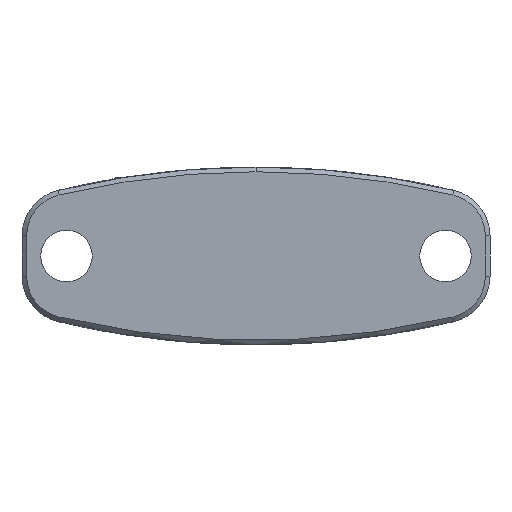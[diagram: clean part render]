
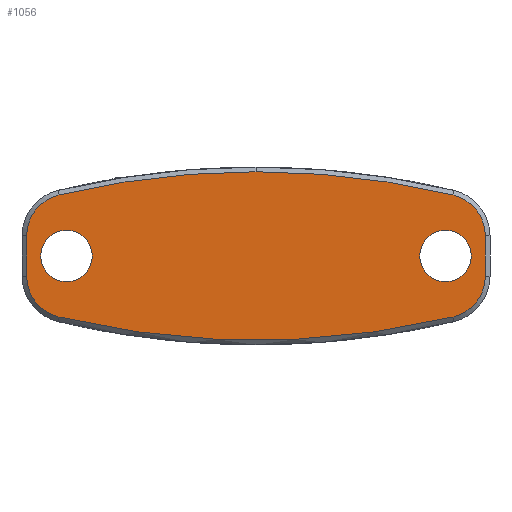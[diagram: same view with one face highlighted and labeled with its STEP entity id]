
A CAD part, front view. The second image highlights one B-rep face of the part: STEP entity #1056.
In plain terms, the highlighted planar face has unit normal (0, -1, 0).
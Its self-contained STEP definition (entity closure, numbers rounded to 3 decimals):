
#40 = CIRCLE ( 'NONE', #940, 2.75 ) ;
#54 = CARTESIAN_POINT ( 'NONE',  ( 0., 0., 81.536 ) ) ;
#93 = EDGE_LOOP ( 'NONE', ( #4046, #1855 ) ) ;
#116 = VERTEX_POINT ( 'NONE', #766 ) ;
#147 = FACE_BOUND ( 'NONE', #3950, .T. ) ;
#208 = CIRCLE ( 'NONE', #3903, 4.5 ) ;
#252 = DIRECTION ( 'NONE',  ( 0., 0., 1. ) ) ;
#278 = AXIS2_PLACEMENT_3D ( 'NONE', #2943, #801, #3288 ) ;
#285 = CIRCLE ( 'NONE', #278, 2.75 ) ;
#336 = AXIS2_PLACEMENT_3D ( 'NONE', #1241, #3703, #1594 ) ;
#403 = DIRECTION ( 'NONE',  ( 0., 0., 1. ) ) ;
#408 = ORIENTED_EDGE ( 'NONE', *, *, #1232, .T. ) ;
#561 = CARTESIAN_POINT ( 'NONE',  ( 21.046, 0., -6.52 ) ) ;
#585 = DIRECTION ( 'NONE',  ( 0., 1., 0. ) ) ;
#588 = CIRCLE ( 'NONE', #2713, 2.75 ) ;
#610 = VERTEX_POINT ( 'NONE', #1028 ) ;
#738 = DIRECTION ( 'NONE',  ( 0., 0., 1. ) ) ;
#766 = CARTESIAN_POINT ( 'NONE',  ( 0., 0., 9. ) ) ;
#778 = CARTESIAN_POINT ( 'NONE',  ( -24.5, 0., 81.536 ) ) ;
#782 = EDGE_CURVE ( 'NONE', #4228, #2239, #1146, .T. ) ;
#792 = EDGE_CURVE ( 'NONE', #3237, #1688, #2104, .T. ) ;
#801 = DIRECTION ( 'NONE',  ( 0., 1., 0. ) ) ;
#836 = EDGE_CURVE ( 'NONE', #2471, #1283, #208, .T. ) ;
#870 = ORIENTED_EDGE ( 'NONE', *, *, #1203, .T. ) ;
#884 = VERTEX_POINT ( 'NONE', #3026 ) ;
#906 = ORIENTED_EDGE ( 'NONE', *, *, #1175, .T. ) ;
#940 = AXIS2_PLACEMENT_3D ( 'NONE', #2717, #585, #3069 ) ;
#1028 = CARTESIAN_POINT ( 'NONE',  ( 20.25, 0., -2.75 ) ) ;
#1040 = DIRECTION ( 'NONE',  ( 0., -1., 0. ) ) ;
#1056 = ADVANCED_FACE ( 'NONE', ( #1918, #147, #1089 ), #1060, .F. ) ;
#1060 = PLANE ( 'NONE',  #3579 ) ;
#1082 = DIRECTION ( 'NONE',  ( 0., -1., 0. ) ) ;
#1089 = FACE_BOUND ( 'NONE', #93, .T. ) ;
#1098 = CARTESIAN_POINT ( 'NONE',  ( 20., 0., 2.143 ) ) ;
#1116 = EDGE_CURVE ( 'NONE', #1582, #4228, #3575, .T. ) ;
#1146 = CIRCLE ( 'NONE', #2970, 4.5 ) ;
#1175 = EDGE_CURVE ( 'NONE', #2239, #2471, #4165, .T. ) ;
#1185 = AXIS2_PLACEMENT_3D ( 'NONE', #3174, #1040, #3507 ) ;
#1203 = EDGE_CURVE ( 'NONE', #1688, #1582, #3462, .T. ) ;
#1232 = EDGE_CURVE ( 'NONE', #1283, #116, #3148, .T. ) ;
#1241 = CARTESIAN_POINT ( 'NONE',  ( 20.25, 0., 0. ) ) ;
#1259 = CIRCLE ( 'NONE', #1185, 4.5 ) ;
#1283 = VERTEX_POINT ( 'NONE', #3323 ) ;
#1297 = CIRCLE ( 'NONE', #1424, 90.536 ) ;
#1332 = EDGE_CURVE ( 'NONE', #1680, #610, #2924, .T. ) ;
#1379 = CARTESIAN_POINT ( 'NONE',  ( -21.046, 0., -6.52 ) ) ;
#1419 = DIRECTION ( 'NONE',  ( 0., 0., 1. ) ) ;
#1424 = AXIS2_PLACEMENT_3D ( 'NONE', #4441, #2374, #252 ) ;
#1426 = EDGE_CURVE ( 'NONE', #3842, #3370, #588, .T. ) ;
#1506 = CARTESIAN_POINT ( 'NONE',  ( -20., 0., -2.143 ) ) ;
#1519 = CARTESIAN_POINT ( 'NONE',  ( 0., 0., -81.536 ) ) ;
#1582 = VERTEX_POINT ( 'NONE', #1379 ) ;
#1593 = AXIS2_PLACEMENT_3D ( 'NONE', #1506, #3972, #1868 ) ;
#1594 = DIRECTION ( 'NONE',  ( 0., 0., 1. ) ) ;
#1597 = EDGE_CURVE ( 'NONE', #610, #1680, #40, .T. ) ;
#1607 = EDGE_CURVE ( 'NONE', #116, #884, #1297, .T. ) ;
#1655 = DIRECTION ( 'NONE',  ( 0., 1., 0. ) ) ;
#1680 = VERTEX_POINT ( 'NONE', #4480 ) ;
#1688 = VERTEX_POINT ( 'NONE', #2417 ) ;
#1831 = CARTESIAN_POINT ( 'NONE',  ( 24.5, 0., -2.143 ) ) ;
#1855 = ORIENTED_EDGE ( 'NONE', *, *, #1597, .T. ) ;
#1868 = DIRECTION ( 'NONE',  ( 0., 0., 1. ) ) ;
#1882 = DIRECTION ( 'NONE',  ( 0., 0., 1. ) ) ;
#1918 = FACE_OUTER_BOUND ( 'NONE', #3473, .T. ) ;
#1931 = ORIENTED_EDGE ( 'NONE', *, *, #1426, .T. ) ;
#1982 = EDGE_CURVE ( 'NONE', #3370, #3842, #285, .T. ) ;
#2085 = AXIS2_PLACEMENT_3D ( 'NONE', #1519, #3983, #1882 ) ;
#2104 = LINE ( 'NONE', #778, #3844 ) ;
#2119 = CARTESIAN_POINT ( 'NONE',  ( -24.5, 0., 2.143 ) ) ;
#2173 = ORIENTED_EDGE ( 'NONE', *, *, #1116, .T. ) ;
#2182 = ORIENTED_EDGE ( 'NONE', *, *, #782, .T. ) ;
#2207 = CARTESIAN_POINT ( 'NONE',  ( 24.5, 0., 81.536 ) ) ;
#2220 = ORIENTED_EDGE ( 'NONE', *, *, #1607, .T. ) ;
#2239 = VERTEX_POINT ( 'NONE', #1831 ) ;
#2312 = VECTOR ( 'NONE', #3607, 1000. ) ;
#2374 = DIRECTION ( 'NONE',  ( 0., -1., 0. ) ) ;
#2417 = CARTESIAN_POINT ( 'NONE',  ( -24.5, 0., -2.143 ) ) ;
#2471 = VERTEX_POINT ( 'NONE', #4086 ) ;
#2528 = DIRECTION ( 'NONE',  ( 0., -1., 0. ) ) ;
#2609 = EDGE_CURVE ( 'NONE', #884, #3237, #1259, .T. ) ;
#2713 = AXIS2_PLACEMENT_3D ( 'NONE', #3769, #1655, #4118 ) ;
#2717 = CARTESIAN_POINT ( 'NONE',  ( 20.25, 0., 0. ) ) ;
#2750 = ORIENTED_EDGE ( 'NONE', *, *, #836, .T. ) ;
#2840 = CARTESIAN_POINT ( 'NONE',  ( 0., 0., 81.536 ) ) ;
#2878 = DIRECTION ( 'NONE',  ( 0., 0., -1. ) ) ;
#2908 = DIRECTION ( 'NONE',  ( 0., 0., 1. ) ) ;
#2912 = ORIENTED_EDGE ( 'NONE', *, *, #792, .T. ) ;
#2924 = CIRCLE ( 'NONE', #336, 2.75 ) ;
#2943 = CARTESIAN_POINT ( 'NONE',  ( -20.25, 0., 0. ) ) ;
#2970 = AXIS2_PLACEMENT_3D ( 'NONE', #3594, #3343, #2908 ) ;
#3026 = CARTESIAN_POINT ( 'NONE',  ( -21.046, 0., 6.52 ) ) ;
#3069 = DIRECTION ( 'NONE',  ( 0., 0., 1. ) ) ;
#3148 = CIRCLE ( 'NONE', #2085, 90.536 ) ;
#3154 = ORIENTED_EDGE ( 'NONE', *, *, #1982, .T. ) ;
#3174 = CARTESIAN_POINT ( 'NONE',  ( -20., 0., 2.143 ) ) ;
#3237 = VERTEX_POINT ( 'NONE', #2119 ) ;
#3288 = DIRECTION ( 'NONE',  ( 0., 0., 1. ) ) ;
#3323 = CARTESIAN_POINT ( 'NONE',  ( 21.046, 0., 6.52 ) ) ;
#3343 = DIRECTION ( 'NONE',  ( 0., -1., 0. ) ) ;
#3370 = VERTEX_POINT ( 'NONE', #3918 ) ;
#3462 = CIRCLE ( 'NONE', #1593, 4.5 ) ;
#3473 = EDGE_LOOP ( 'NONE', ( #870, #2173, #2182, #906, #2750, #408, #2220, #3670, #2912 ) ) ;
#3507 = DIRECTION ( 'NONE',  ( 0., 0., 1. ) ) ;
#3534 = DIRECTION ( 'NONE',  ( 0., 1., 0. ) ) ;
#3575 = CIRCLE ( 'NONE', #4268, 90.536 ) ;
#3579 = AXIS2_PLACEMENT_3D ( 'NONE', #2840, #3534, #1419 ) ;
#3594 = CARTESIAN_POINT ( 'NONE',  ( 20., 0., -2.143 ) ) ;
#3607 = DIRECTION ( 'NONE',  ( 0., 0., 1. ) ) ;
#3670 = ORIENTED_EDGE ( 'NONE', *, *, #2609, .T. ) ;
#3703 = DIRECTION ( 'NONE',  ( 0., 1., 0. ) ) ;
#3769 = CARTESIAN_POINT ( 'NONE',  ( -20.25, 0., 0. ) ) ;
#3842 = VERTEX_POINT ( 'NONE', #4203 ) ;
#3844 = VECTOR ( 'NONE', #2878, 1000. ) ;
#3903 = AXIS2_PLACEMENT_3D ( 'NONE', #1098, #1082, #738 ) ;
#3918 = CARTESIAN_POINT ( 'NONE',  ( -20.25, 0., -2.75 ) ) ;
#3950 = EDGE_LOOP ( 'NONE', ( #1931, #3154 ) ) ;
#3972 = DIRECTION ( 'NONE',  ( 0., -1., 0. ) ) ;
#3983 = DIRECTION ( 'NONE',  ( 0., -1., 0. ) ) ;
#4046 = ORIENTED_EDGE ( 'NONE', *, *, #1332, .T. ) ;
#4086 = CARTESIAN_POINT ( 'NONE',  ( 24.5, 0., 2.143 ) ) ;
#4118 = DIRECTION ( 'NONE',  ( 0., 0., 1. ) ) ;
#4165 = LINE ( 'NONE', #2207, #2312 ) ;
#4203 = CARTESIAN_POINT ( 'NONE',  ( -20.25, 0., 2.75 ) ) ;
#4228 = VERTEX_POINT ( 'NONE', #561 ) ;
#4268 = AXIS2_PLACEMENT_3D ( 'NONE', #54, #2528, #403 ) ;
#4441 = CARTESIAN_POINT ( 'NONE',  ( 0., 0., -81.536 ) ) ;
#4480 = CARTESIAN_POINT ( 'NONE',  ( 20.25, 0., 2.75 ) ) ;
